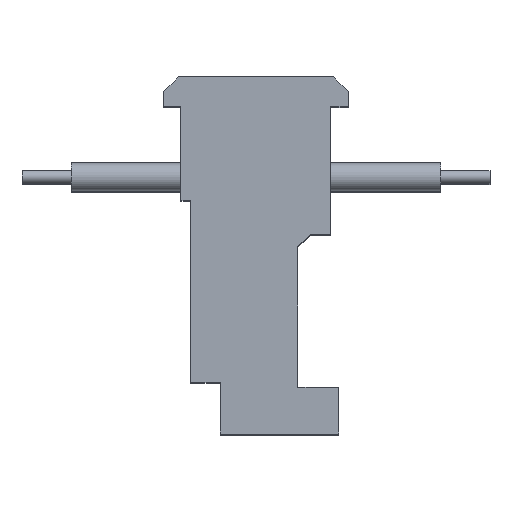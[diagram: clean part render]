
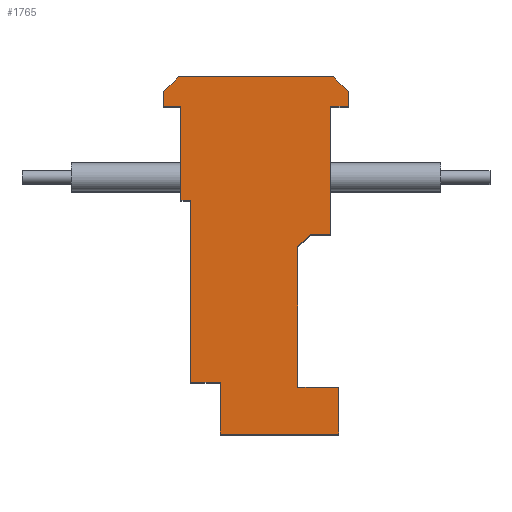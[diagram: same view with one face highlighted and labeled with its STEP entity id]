
A CAD part, top view. The second image highlights one B-rep face of the part: STEP entity #1765.
In plain terms, the highlighted planar face has unit normal (0, 0, 1).
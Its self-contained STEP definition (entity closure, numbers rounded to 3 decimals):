
#1589=CARTESIAN_POINT('',(3.4,-7.227,5.08));
#1590=VERTEX_POINT('',#1589);
#1598=CARTESIAN_POINT('',(3.4,-5.327,5.08));
#1599=VERTEX_POINT('',#1598);
#1606=CARTESIAN_POINT('',(3.4,-5.327,5.08));
#1607=DIRECTION('',(0.,-1.,0.));
#1608=VECTOR('',#1607,1.9);
#1609=LINE('',#1606,#1608);
#1610=EDGE_CURVE('',#1599,#1590,#1609,.T.);
#1615=CARTESIAN_POINT('',(0.,0.,5.08));
#1616=DIRECTION('',(1.,0.,0.));
#1617=DIRECTION('',(0.,0.,1.));
#1618=AXIS2_PLACEMENT_3D('',#1615,#1617,#1616);
#1619=PLANE('',#1618);
#1620=CARTESIAN_POINT('',(1.75,-5.327,5.08));
#1621=VERTEX_POINT('',#1620);
#1622=CARTESIAN_POINT('',(1.75,0.373,5.08));
#1623=VERTEX_POINT('',#1622);
#1624=CARTESIAN_POINT('',(1.75,-5.327,5.08));
#1625=DIRECTION('',(0.,1.,0.));
#1626=VECTOR('',#1625,5.7);
#1627=LINE('',#1624,#1626);
#1628=EDGE_CURVE('',#1621,#1623,#1627,.T.);
#1629=ORIENTED_EDGE('',*,*,#1628,.T.);
#1630=CARTESIAN_POINT('',(2.25,0.873,5.08));
#1631=VERTEX_POINT('',#1630);
#1632=CARTESIAN_POINT('',(1.75,0.373,5.08));
#1633=DIRECTION('',(0.707,0.707,0.));
#1634=VECTOR('',#1633,0.707);
#1635=LINE('',#1632,#1634);
#1636=EDGE_CURVE('',#1623,#1631,#1635,.T.);
#1637=ORIENTED_EDGE('',*,*,#1636,.T.);
#1638=CARTESIAN_POINT('',(3.08,0.873,5.08));
#1639=VERTEX_POINT('',#1638);
#1640=CARTESIAN_POINT('',(2.25,0.873,5.08));
#1641=DIRECTION('',(1.,0.,0.));
#1642=VECTOR('',#1641,0.83);
#1643=LINE('',#1640,#1642);
#1644=EDGE_CURVE('',#1631,#1639,#1643,.T.);
#1645=ORIENTED_EDGE('',*,*,#1644,.T.);
#1646=CARTESIAN_POINT('',(3.08,6.073,5.08));
#1647=VERTEX_POINT('',#1646);
#1648=CARTESIAN_POINT('',(3.08,0.873,5.08));
#1649=DIRECTION('',(0.,1.,0.));
#1650=VECTOR('',#1649,5.2);
#1651=LINE('',#1648,#1650);
#1652=EDGE_CURVE('',#1639,#1647,#1651,.T.);
#1653=ORIENTED_EDGE('',*,*,#1652,.T.);
#1654=CARTESIAN_POINT('',(3.8,6.073,5.08));
#1655=VERTEX_POINT('',#1654);
#1656=CARTESIAN_POINT('',(3.08,6.073,5.08));
#1657=DIRECTION('',(1.,0.,0.));
#1658=VECTOR('',#1657,0.72);
#1659=LINE('',#1656,#1658);
#1660=EDGE_CURVE('',#1647,#1655,#1659,.T.);
#1661=ORIENTED_EDGE('',*,*,#1660,.T.);
#1662=CARTESIAN_POINT('',(3.8,6.673,5.08));
#1663=VERTEX_POINT('',#1662);
#1664=CARTESIAN_POINT('',(3.8,6.073,5.08));
#1665=DIRECTION('',(0.,1.,0.));
#1666=VECTOR('',#1665,0.6);
#1667=LINE('',#1664,#1666);
#1668=EDGE_CURVE('',#1655,#1663,#1667,.T.);
#1669=ORIENTED_EDGE('',*,*,#1668,.T.);
#1670=CARTESIAN_POINT('',(3.2,7.273,5.08));
#1671=VERTEX_POINT('',#1670);
#1672=CARTESIAN_POINT('',(3.8,6.673,5.08));
#1673=DIRECTION('',(-0.707,0.707,0.));
#1674=VECTOR('',#1673,0.849);
#1675=LINE('',#1672,#1674);
#1676=EDGE_CURVE('',#1663,#1671,#1675,.T.);
#1677=ORIENTED_EDGE('',*,*,#1676,.T.);
#1678=CARTESIAN_POINT('',(-3.1,7.273,5.08));
#1679=VERTEX_POINT('',#1678);
#1680=CARTESIAN_POINT('',(3.2,7.273,5.08));
#1681=DIRECTION('',(-1.,0.,0.));
#1682=VECTOR('',#1681,6.3);
#1683=LINE('',#1680,#1682);
#1684=EDGE_CURVE('',#1671,#1679,#1683,.T.);
#1685=ORIENTED_EDGE('',*,*,#1684,.T.);
#1686=CARTESIAN_POINT('',(-3.7,6.673,5.08));
#1687=VERTEX_POINT('',#1686);
#1688=CARTESIAN_POINT('',(-3.1,7.273,5.08));
#1689=DIRECTION('',(-0.707,-0.707,0.));
#1690=VECTOR('',#1689,0.849);
#1691=LINE('',#1688,#1690);
#1692=EDGE_CURVE('',#1679,#1687,#1691,.T.);
#1693=ORIENTED_EDGE('',*,*,#1692,.T.);
#1694=CARTESIAN_POINT('',(-3.7,6.073,5.08));
#1695=VERTEX_POINT('',#1694);
#1696=CARTESIAN_POINT('',(-3.7,6.673,5.08));
#1697=DIRECTION('',(0.,-1.,0.));
#1698=VECTOR('',#1697,0.6);
#1699=LINE('',#1696,#1698);
#1700=EDGE_CURVE('',#1687,#1695,#1699,.T.);
#1701=ORIENTED_EDGE('',*,*,#1700,.T.);
#1702=CARTESIAN_POINT('',(-3.,6.073,5.08));
#1703=VERTEX_POINT('',#1702);
#1704=CARTESIAN_POINT('',(-3.7,6.073,5.08));
#1705=DIRECTION('',(1.,0.,0.));
#1706=VECTOR('',#1705,0.7);
#1707=LINE('',#1704,#1706);
#1708=EDGE_CURVE('',#1695,#1703,#1707,.T.);
#1709=ORIENTED_EDGE('',*,*,#1708,.T.);
#1710=CARTESIAN_POINT('',(-3.,2.273,5.08));
#1711=VERTEX_POINT('',#1710);
#1712=CARTESIAN_POINT('',(-3.,6.073,5.08));
#1713=DIRECTION('',(0.,-1.,0.));
#1714=VECTOR('',#1713,3.8);
#1715=LINE('',#1712,#1714);
#1716=EDGE_CURVE('',#1703,#1711,#1715,.T.);
#1717=ORIENTED_EDGE('',*,*,#1716,.T.);
#1718=CARTESIAN_POINT('',(-2.6,2.273,5.08));
#1719=VERTEX_POINT('',#1718);
#1720=CARTESIAN_POINT('',(-3.,2.273,5.08));
#1721=DIRECTION('',(1.,0.,0.));
#1722=VECTOR('',#1721,0.4);
#1723=LINE('',#1720,#1722);
#1724=EDGE_CURVE('',#1711,#1719,#1723,.T.);
#1725=ORIENTED_EDGE('',*,*,#1724,.T.);
#1726=CARTESIAN_POINT('',(-2.6,-5.127,5.08));
#1727=VERTEX_POINT('',#1726);
#1728=CARTESIAN_POINT('',(-2.6,2.273,5.08));
#1729=DIRECTION('',(0.,-1.,0.));
#1730=VECTOR('',#1729,7.4);
#1731=LINE('',#1728,#1730);
#1732=EDGE_CURVE('',#1719,#1727,#1731,.T.);
#1733=ORIENTED_EDGE('',*,*,#1732,.T.);
#1734=CARTESIAN_POINT('',(-1.4,-5.127,5.08));
#1735=VERTEX_POINT('',#1734);
#1736=CARTESIAN_POINT('',(-2.6,-5.127,5.08));
#1737=DIRECTION('',(1.,0.,0.));
#1738=VECTOR('',#1737,1.2);
#1739=LINE('',#1736,#1738);
#1740=EDGE_CURVE('',#1727,#1735,#1739,.T.);
#1741=ORIENTED_EDGE('',*,*,#1740,.T.);
#1742=CARTESIAN_POINT('',(-1.4,-7.227,5.08));
#1743=VERTEX_POINT('',#1742);
#1744=CARTESIAN_POINT('',(-1.4,-5.127,5.08));
#1745=DIRECTION('',(0.,-1.,0.));
#1746=VECTOR('',#1745,2.1);
#1747=LINE('',#1744,#1746);
#1748=EDGE_CURVE('',#1735,#1743,#1747,.T.);
#1749=ORIENTED_EDGE('',*,*,#1748,.T.);
#1750=CARTESIAN_POINT('',(-1.4,-7.227,5.08));
#1751=DIRECTION('',(1.,0.,0.));
#1752=VECTOR('',#1751,4.8);
#1753=LINE('',#1750,#1752);
#1754=EDGE_CURVE('',#1743,#1590,#1753,.T.);
#1755=ORIENTED_EDGE('',*,*,#1754,.T.);
#1756=ORIENTED_EDGE('',*,*,#1610,.F.);
#1757=CARTESIAN_POINT('',(3.4,-5.327,5.08));
#1758=DIRECTION('',(-1.,0.,0.));
#1759=VECTOR('',#1758,1.65);
#1760=LINE('',#1757,#1759);
#1761=EDGE_CURVE('',#1599,#1621,#1760,.T.);
#1762=ORIENTED_EDGE('',*,*,#1761,.T.);
#1763=EDGE_LOOP('',(#1629,#1637,#1645,#1653,#1661,#1669,#1677,#1685,#1693,#1701,#1709,#1717,#1725,#1733,#1741,#1749,#1755,#1756,#1762));
#1764=FACE_OUTER_BOUND('',#1763,.T.);
#1765=ADVANCED_FACE('',(#1764),#1619,.T.);
